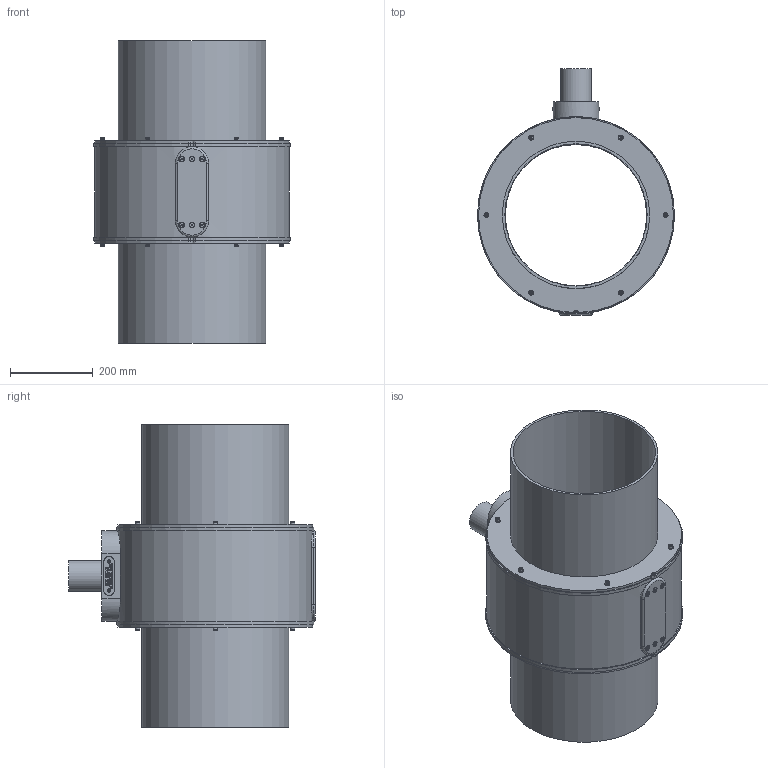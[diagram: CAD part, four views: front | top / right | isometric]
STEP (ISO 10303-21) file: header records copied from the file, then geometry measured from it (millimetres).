
FILE_DESCRIPTION (( 'STEP AP214' ), '1' );
FILE_NAME ('P-341-530-rev-A-BT.STEP', '2024-11-18T15:09:40', ( '' ), ( '' ), 'SwSTEP 2.0', 'SolidWorks 2024', '' );
FILE_SCHEMA (( 'AUTOMOTIVE_DESIGN' ));
Length unit declared in the file: millimetre
Products named in the file (1): P-341-530-rev-A-BT
Bounding box: 475 x 595.04 x 730 mm (x, y, z)
Volume: 24935123.4 mm3; surface area: 1926365.2 mm2
Topology: 1 solids, 6 shells, 931 faces, 2315 edges, 1493 vertices
Faces by surface type: plane 653, bspline 128, cylinder 92, cone 34, torus 20, sphere 4
Full cylindrical faces by diameter (mm): 6 x6, 6.6 x6, 7.6 x4, 10 x12, 10.2 x6, 11.57 x6, 12 x12, 75 x1, 341 x1, 343 x2, 355.6 x2
Entity records: 44393 total; most frequent: CARTESIAN_POINT 13600, ORIENTED_EDGE 4276, DIRECTION 3792, EDGE_CURVE 2138, VECTOR 1528, LINE 1528, VERTEX_POINT 1426, EDGE_LOOP 1150
